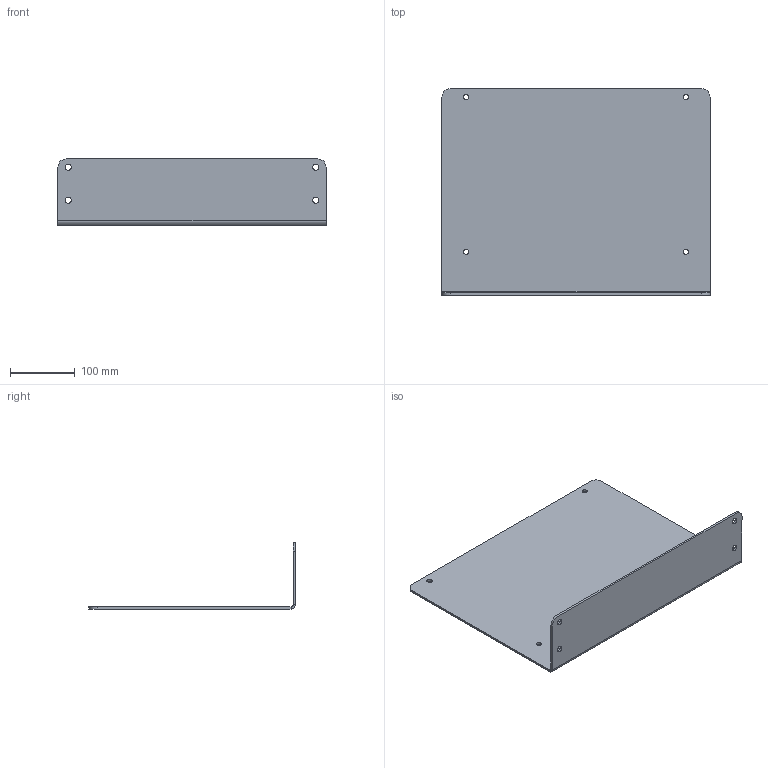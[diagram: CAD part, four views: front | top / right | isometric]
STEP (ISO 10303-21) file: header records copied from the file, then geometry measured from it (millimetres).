
FILE_DESCRIPTION(/* description */ (''),/* implementation_level */ '2;1');
FILE_NAME(/* name */ '51010 NP2 PROBE BOX MOUNTING PLATE Rev -.stp',/* time_stamp */ '2022-05-14T10:37:24-04:00',/* author */ ('jonba'),/* organization */ (''),/* preprocessor_version */ 'ST-DEVELOPER v18.1',/* originating_system */ 'Autodesk Inventor 2022',/* authorisation */ '');
FILE_SCHEMA (('AUTOMOTIVE_DESIGN { 1 0 10303 214 3 1 1 }'));
Length unit declared in the file: inch
Products named in the file (1): 51010
Bounding box: 412.75 x 317.5 x 101.6 mm (x, y, z)
Volume: 540410.2 mm3; surface area: 346292.5 mm2
Topology: 1 solids, 1 shells, 26 faces, 64 edges, 40 vertices
Faces by surface type: cylinder 14, plane 12
Full cylindrical faces by diameter (mm): 7.938 x4, 9.525 x4
Entity records: 847 total; most frequent: DIRECTION 146, CARTESIAN_POINT 131, ORIENTED_EDGE 128, EDGE_CURVE 64, AXIS2_PLACEMENT_3D 55, EDGE_LOOP 42, VERTEX_POINT 40, LINE 36
